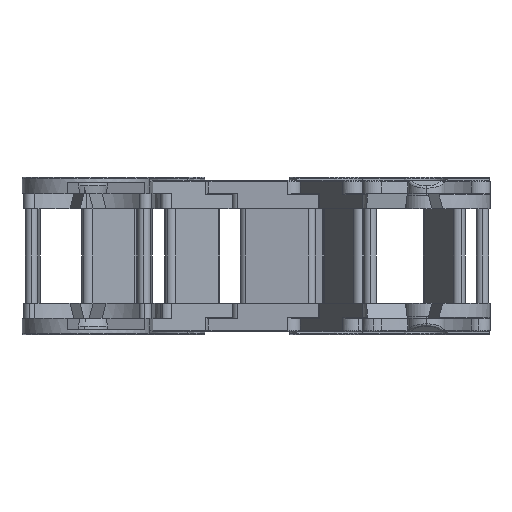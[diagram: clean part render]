
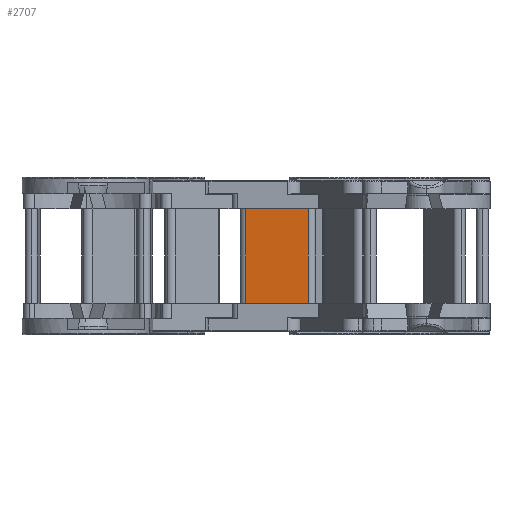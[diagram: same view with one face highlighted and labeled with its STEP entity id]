
A CAD part, left-side view. The second image highlights one B-rep face of the part: STEP entity #2707.
In plain terms, the highlighted face is planar.
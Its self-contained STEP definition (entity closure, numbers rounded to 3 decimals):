
#100 = DIRECTION ( 'NONE',  ( 0., 0., 1. ) ) ;
#582 = DIRECTION ( 'NONE',  ( 0., 0., 1. ) ) ;
#821 = DIRECTION ( 'NONE',  ( 0., 0., -1. ) ) ;
#927 = LINE ( 'NONE', #2555, #3063 ) ;
#928 = CARTESIAN_POINT ( 'NONE',  ( -6.7, 9.9, -17.1 ) ) ;
#1487 = CARTESIAN_POINT ( 'NONE',  ( -6.7, 9.9, 0. ) ) ;
#1814 = EDGE_LOOP ( 'NONE', ( #4898, #5205, #3212, #4733 ) ) ;
#1904 = VECTOR ( 'NONE', #2056, 1000. ) ;
#2056 = DIRECTION ( 'NONE',  ( 1., 0., 0. ) ) ;
#2276 = EDGE_CURVE ( 'NONE', #5618, #3952, #3432, .T. ) ;
#2364 = CARTESIAN_POINT ( 'NONE',  ( 3.3, 9.9, -17.1 ) ) ;
#2484 = CARTESIAN_POINT ( 'NONE',  ( -6.7, 9.9, -2.1 ) ) ;
#2555 = CARTESIAN_POINT ( 'NONE',  ( -7.7, 9.9, -17.1 ) ) ;
#2576 = FACE_OUTER_BOUND ( 'NONE', #1814, .T. ) ;
#2707 = ADVANCED_FACE ( 'NONE', ( #2576 ), #5161, .T. ) ;
#2790 = DIRECTION ( 'NONE',  ( 0., 1., 0. ) ) ;
#3014 = DIRECTION ( 'NONE',  ( -1., 0., 0. ) ) ;
#3063 = VECTOR ( 'NONE', #3014, 1000. ) ;
#3086 = CARTESIAN_POINT ( 'NONE',  ( 3.3, 9.9, 0. ) ) ;
#3212 = ORIENTED_EDGE ( 'NONE', *, *, #4955, .T. ) ;
#3260 = VERTEX_POINT ( 'NONE', #3516 ) ;
#3432 = LINE ( 'NONE', #1487, #5531 ) ;
#3516 = CARTESIAN_POINT ( 'NONE',  ( 3.3, 9.9, -2.1 ) ) ;
#3568 = EDGE_CURVE ( 'NONE', #5786, #5618, #927, .T. ) ;
#3952 = VERTEX_POINT ( 'NONE', #2484 ) ;
#4116 = LINE ( 'NONE', #5290, #1904 ) ;
#4122 = VECTOR ( 'NONE', #821, 1000. ) ;
#4618 = EDGE_CURVE ( 'NONE', #3260, #5786, #5568, .T. ) ;
#4733 = ORIENTED_EDGE ( 'NONE', *, *, #4618, .T. ) ;
#4898 = ORIENTED_EDGE ( 'NONE', *, *, #3568, .T. ) ;
#4955 = EDGE_CURVE ( 'NONE', #3952, #3260, #4116, .T. ) ;
#5161 = PLANE ( 'NONE',  #5838 ) ;
#5205 = ORIENTED_EDGE ( 'NONE', *, *, #2276, .T. ) ;
#5290 = CARTESIAN_POINT ( 'NONE',  ( -7.7, 9.9, -2.1 ) ) ;
#5531 = VECTOR ( 'NONE', #100, 1000. ) ;
#5557 = CARTESIAN_POINT ( 'NONE',  ( 0., 9.9, 0. ) ) ;
#5568 = LINE ( 'NONE', #3086, #4122 ) ;
#5618 = VERTEX_POINT ( 'NONE', #928 ) ;
#5786 = VERTEX_POINT ( 'NONE', #2364 ) ;
#5838 = AXIS2_PLACEMENT_3D ( 'NONE', #5557, #2790, #582 ) ;
